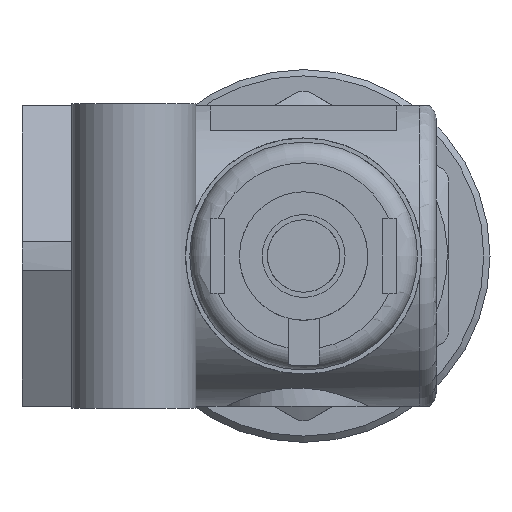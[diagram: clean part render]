
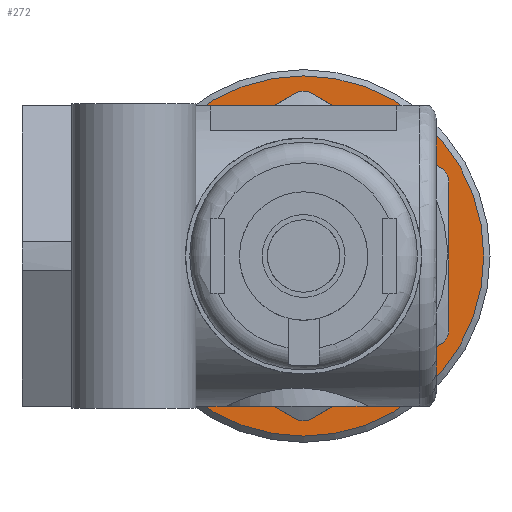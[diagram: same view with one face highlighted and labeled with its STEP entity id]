
A CAD part, left-side view. The second image highlights one B-rep face of the part: STEP entity #272.
In plain terms, the highlighted face is planar.
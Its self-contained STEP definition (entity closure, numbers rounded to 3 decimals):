
#272 = ADVANCED_FACE( '', ( #626, #627 ), #628, .F. );
#626 = FACE_BOUND( '', #1155, .T. );
#627 = FACE_OUTER_BOUND( '', #1156, .T. );
#628 = PLANE( '', #1157 );
#1155 = EDGE_LOOP( '', ( #1733, #1734, #1735, #1736, #1737, #1738, #1739, #1740, #1741, #1742, #1743, #1744 ) );
#1156 = EDGE_LOOP( '', ( #1745 ) );
#1157 = AXIS2_PLACEMENT_3D( '', #1746, #1747, #1748 );
#1733 = ORIENTED_EDGE( '', *, *, #2877, .F. );
#1734 = ORIENTED_EDGE( '', *, *, #2872, .F. );
#1735 = ORIENTED_EDGE( '', *, *, #2878, .F. );
#1736 = ORIENTED_EDGE( '', *, *, #2879, .F. );
#1737 = ORIENTED_EDGE( '', *, *, #2880, .F. );
#1738 = ORIENTED_EDGE( '', *, *, #2881, .F. );
#1739 = ORIENTED_EDGE( '', *, *, #2882, .F. );
#1740 = ORIENTED_EDGE( '', *, *, #2883, .F. );
#1741 = ORIENTED_EDGE( '', *, *, #2884, .F. );
#1742 = ORIENTED_EDGE( '', *, *, #2885, .F. );
#1743 = ORIENTED_EDGE( '', *, *, #2886, .F. );
#1744 = ORIENTED_EDGE( '', *, *, #2887, .F. );
#1745 = ORIENTED_EDGE( '', *, *, #2888, .T. );
#1746 = CARTESIAN_POINT( '', ( 2.8, 8.7, 0. ) );
#1747 = DIRECTION( '', ( -1., 0., 0. ) );
#1748 = DIRECTION( '', ( 0., 0., 1. ) );
#2872 = EDGE_CURVE( '', #3364, #3359, #3366, .T. );
#2877 = EDGE_CURVE( '', #3359, #3373, #3374, .T. );
#2878 = EDGE_CURVE( '', #3375, #3364, #3376, .T. );
#2879 = EDGE_CURVE( '', #3377, #3375, #3378, .T. );
#2880 = EDGE_CURVE( '', #3379, #3377, #3380, .T. );
#2881 = EDGE_CURVE( '', #3381, #3379, #3382, .T. );
#2882 = EDGE_CURVE( '', #3383, #3381, #3384, .T. );
#2883 = EDGE_CURVE( '', #3385, #3383, #3386, .T. );
#2884 = EDGE_CURVE( '', #3387, #3385, #3388, .T. );
#2885 = EDGE_CURVE( '', #3389, #3387, #3390, .T. );
#2886 = EDGE_CURVE( '', #3391, #3389, #3392, .T. );
#2887 = EDGE_CURVE( '', #3373, #3391, #3393, .T. );
#2888 = EDGE_CURVE( '', #3394, #3394, #3395, .T. );
#3359 = VERTEX_POINT( '', #4335 );
#3364 = VERTEX_POINT( '', #4352 );
#3366 = LINE( '', #4355, #4356 );
#3373 = VERTEX_POINT( '', #4363 );
#3374 = CIRCLE( '', #4364, 7.95 );
#3375 = VERTEX_POINT( '', #4365 );
#3376 = CIRCLE( '', #4366, 7.95 );
#3377 = VERTEX_POINT( '', #4367 );
#3378 = LINE( '', #4368, #4369 );
#3379 = VERTEX_POINT( '', #4370 );
#3380 = CIRCLE( '', #4371, 7.95 );
#3381 = VERTEX_POINT( '', #4372 );
#3382 = LINE( '', #4373, #4374 );
#3383 = VERTEX_POINT( '', #4375 );
#3384 = CIRCLE( '', #4376, 7.95 );
#3385 = VERTEX_POINT( '', #4377 );
#3386 = LINE( '', #4378, #4379 );
#3387 = VERTEX_POINT( '', #4380 );
#3388 = CIRCLE( '', #4381, 7.95 );
#3389 = VERTEX_POINT( '', #4382 );
#3390 = LINE( '', #4383, #4384 );
#3391 = VERTEX_POINT( '', #4385 );
#3392 = CIRCLE( '', #4386, 7.95 );
#3393 = LINE( '', #4387, #4388 );
#3394 = VERTEX_POINT( '', #4389 );
#3395 = CIRCLE( '', #4390, 8.7 );
#4335 = CARTESIAN_POINT( '', ( 2.8, 7.946, -0.236 ) );
#4352 = CARTESIAN_POINT( '', ( 2.8, 4.178, -6.764 ) );
#4355 = CARTESIAN_POINT( '', ( 2.8, 4.041, -7. ) );
#4356 = VECTOR( '', #5432, 1000. );
#4363 = CARTESIAN_POINT( '', ( 2.8, 7.946, 0.236 ) );
#4364 = AXIS2_PLACEMENT_3D( '', #5439, #5440, #5441 );
#4365 = CARTESIAN_POINT( '', ( 2.8, 3.769, -7. ) );
#4366 = AXIS2_PLACEMENT_3D( '', #5442, #5443, #5444 );
#4367 = CARTESIAN_POINT( '', ( 2.8, -3.769, -7. ) );
#4368 = CARTESIAN_POINT( '', ( 2.8, -4.041, -7. ) );
#4369 = VECTOR( '', #5445, 1000. );
#4370 = CARTESIAN_POINT( '', ( 2.8, -4.178, -6.764 ) );
#4371 = AXIS2_PLACEMENT_3D( '', #5446, #5447, #5448 );
#4372 = CARTESIAN_POINT( '', ( 2.8, -7.946, -0.236 ) );
#4373 = CARTESIAN_POINT( '', ( 2.8, -8.083, 0. ) );
#4374 = VECTOR( '', #5449, 1000. );
#4375 = CARTESIAN_POINT( '', ( 2.8, -7.946, 0.236 ) );
#4376 = AXIS2_PLACEMENT_3D( '', #5450, #5451, #5452 );
#4377 = CARTESIAN_POINT( '', ( 2.8, -4.178, 6.764 ) );
#4378 = CARTESIAN_POINT( '', ( 2.8, -4.041, 7. ) );
#4379 = VECTOR( '', #5453, 1000. );
#4380 = CARTESIAN_POINT( '', ( 2.8, -3.769, 7. ) );
#4381 = AXIS2_PLACEMENT_3D( '', #5454, #5455, #5456 );
#4382 = CARTESIAN_POINT( '', ( 2.8, 3.769, 7. ) );
#4383 = CARTESIAN_POINT( '', ( 2.8, 4.041, 7. ) );
#4384 = VECTOR( '', #5457, 1000. );
#4385 = CARTESIAN_POINT( '', ( 2.8, 4.178, 6.764 ) );
#4386 = AXIS2_PLACEMENT_3D( '', #5458, #5459, #5460 );
#4387 = CARTESIAN_POINT( '', ( 2.8, 8.083, 0. ) );
#4388 = VECTOR( '', #5461, 1000. );
#4389 = CARTESIAN_POINT( '', ( 2.8, 0., -8.7 ) );
#4390 = AXIS2_PLACEMENT_3D( '', #5462, #5463, #5464 );
#5432 = DIRECTION( '', ( 0., 0.5, 0.866 ) );
#5439 = CARTESIAN_POINT( '', ( 2.8, 0., 0. ) );
#5440 = DIRECTION( '', ( 1., 0., 0. ) );
#5441 = DIRECTION( '', ( 0., 0., -1. ) );
#5442 = CARTESIAN_POINT( '', ( 2.8, 0., 0. ) );
#5443 = DIRECTION( '', ( 1., 0., 0. ) );
#5444 = DIRECTION( '', ( 0., 0., -1. ) );
#5445 = DIRECTION( '', ( 0., 1., 0. ) );
#5446 = CARTESIAN_POINT( '', ( 2.8, 0., 0. ) );
#5447 = DIRECTION( '', ( 1., 0., 0. ) );
#5448 = DIRECTION( '', ( 0., 0., -1. ) );
#5449 = DIRECTION( '', ( 0., 0.5, -0.866 ) );
#5450 = CARTESIAN_POINT( '', ( 2.8, 0., 0. ) );
#5451 = DIRECTION( '', ( 1., 0., 0. ) );
#5452 = DIRECTION( '', ( 0., 0., -1. ) );
#5453 = DIRECTION( '', ( 0., -0.5, -0.866 ) );
#5454 = CARTESIAN_POINT( '', ( 2.8, 0., 0. ) );
#5455 = DIRECTION( '', ( 1., 0., 0. ) );
#5456 = DIRECTION( '', ( 0., 0., -1. ) );
#5457 = DIRECTION( '', ( 0., -1., 0. ) );
#5458 = CARTESIAN_POINT( '', ( 2.8, 0., 0. ) );
#5459 = DIRECTION( '', ( 1., 0., 0. ) );
#5460 = DIRECTION( '', ( 0., 0., -1. ) );
#5461 = DIRECTION( '', ( 0., -0.5, 0.866 ) );
#5462 = CARTESIAN_POINT( '', ( 2.8, 0., 0. ) );
#5463 = DIRECTION( '', ( 1., 0., 0. ) );
#5464 = DIRECTION( '', ( 0., 0., -1. ) );
